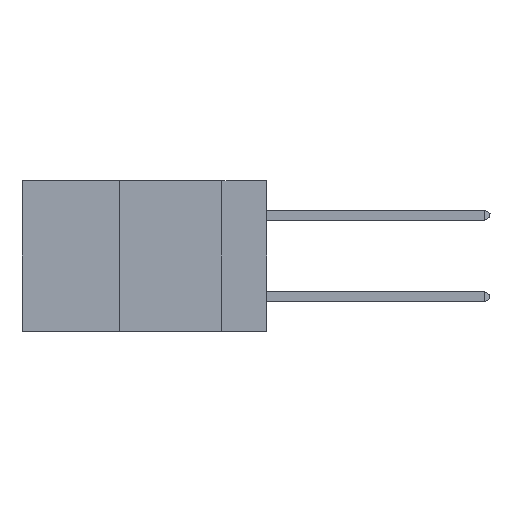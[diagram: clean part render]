
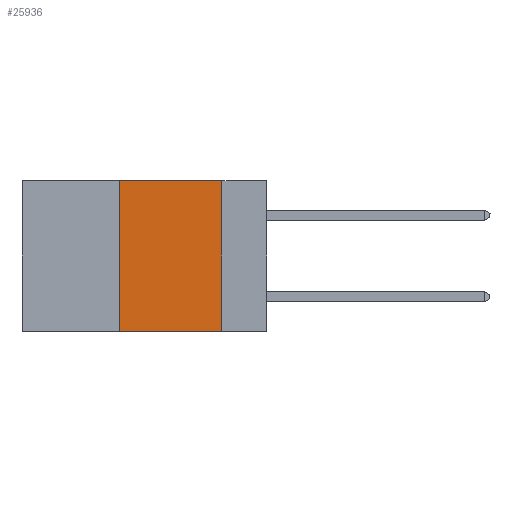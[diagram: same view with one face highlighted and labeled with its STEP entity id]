
A CAD part, left-side view. The second image highlights one B-rep face of the part: STEP entity #25936.
In plain terms, the highlighted planar face has unit normal (-1, 0, 0).
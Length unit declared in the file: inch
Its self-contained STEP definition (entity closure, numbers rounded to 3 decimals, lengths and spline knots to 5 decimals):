
#330 = VERTEX_POINT ( 'NONE', #29746 ) ;
#2516 = VECTOR ( 'NONE', #19817, 39.37008 ) ;
#5180 = VERTEX_POINT ( 'NONE', #10682 ) ;
#5869 = VERTEX_POINT ( 'NONE', #19828 ) ;
#6084 = AXIS2_PLACEMENT_3D ( 'NONE', #7614, #29529, #12789 ) ;
#7614 = CARTESIAN_POINT ( 'NONE',  ( 0., 0.6, 0. ) ) ;
#7743 = CARTESIAN_POINT ( 'NONE',  ( 0., 0.6, 0. ) ) ;
#7828 = LINE ( 'NONE', #19747, #9147 ) ;
#8600 = CARTESIAN_POINT ( 'NONE',  ( 0., 0.36, 0. ) ) ;
#9147 = VECTOR ( 'NONE', #16940, 39.37008 ) ;
#10192 = VECTOR ( 'NONE', #22117, 39.37008 ) ;
#10443 = ORIENTED_EDGE ( 'NONE', *, *, #27192, .T. ) ;
#10682 = CARTESIAN_POINT ( 'NONE',  ( 0., 0.36, -0.37 ) ) ;
#12066 = EDGE_LOOP ( 'NONE', ( #15778, #18754, #30063, #10443 ) ) ;
#12396 = CARTESIAN_POINT ( 'NONE',  ( 0., 0.11, 0. ) ) ;
#12789 = DIRECTION ( 'NONE',  ( 0., 0., -1. ) ) ;
#15778 = ORIENTED_EDGE ( 'NONE', *, *, #28140, .F. ) ;
#16940 = DIRECTION ( 'NONE',  ( 0., -1., 0. ) ) ;
#17242 = VECTOR ( 'NONE', #25208, 39.37008 ) ;
#17624 = LINE ( 'NONE', #7743, #2516 ) ;
#18754 = ORIENTED_EDGE ( 'NONE', *, *, #24370, .F. ) ;
#19630 = LINE ( 'NONE', #12396, #10192 ) ;
#19747 = CARTESIAN_POINT ( 'NONE',  ( 0., 0.6, -0.37 ) ) ;
#19817 = DIRECTION ( 'NONE',  ( 0., -1., 0. ) ) ;
#19828 = CARTESIAN_POINT ( 'NONE',  ( 0., 0.11, 0. ) ) ;
#19999 = PLANE ( 'NONE',  #6084 ) ;
#22117 = DIRECTION ( 'NONE',  ( 0., 0., -1. ) ) ;
#24370 = EDGE_CURVE ( 'NONE', #330, #5869, #17624, .T. ) ;
#25208 = DIRECTION ( 'NONE',  ( 0., 0., 1. ) ) ;
#25274 = VERTEX_POINT ( 'NONE', #30899 ) ;
#25936 = ADVANCED_FACE ( 'NONE', ( #29057 ), #19999, .F. ) ;
#27192 = EDGE_CURVE ( 'NONE', #5180, #25274, #7828, .T. ) ;
#28140 = EDGE_CURVE ( 'NONE', #5869, #25274, #19630, .T. ) ;
#28769 = EDGE_CURVE ( 'NONE', #5180, #330, #30046, .T. ) ;
#29057 = FACE_OUTER_BOUND ( 'NONE', #12066, .T. ) ;
#29529 = DIRECTION ( 'NONE',  ( 1., 0., 0. ) ) ;
#29746 = CARTESIAN_POINT ( 'NONE',  ( 0., 0.36, 0. ) ) ;
#30046 = LINE ( 'NONE', #8600, #17242 ) ;
#30063 = ORIENTED_EDGE ( 'NONE', *, *, #28769, .F. ) ;
#30899 = CARTESIAN_POINT ( 'NONE',  ( 0., 0.11, -0.37 ) ) ;
